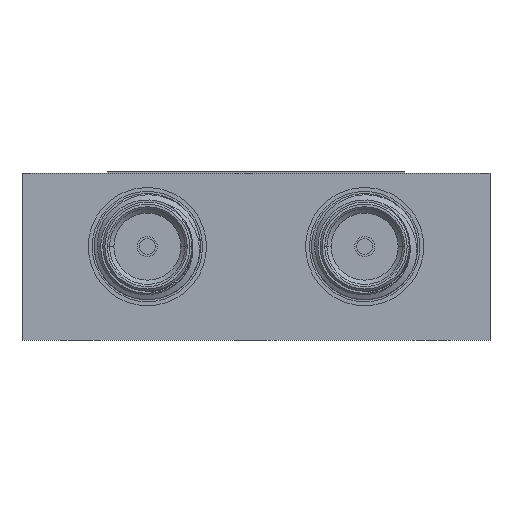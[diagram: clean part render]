
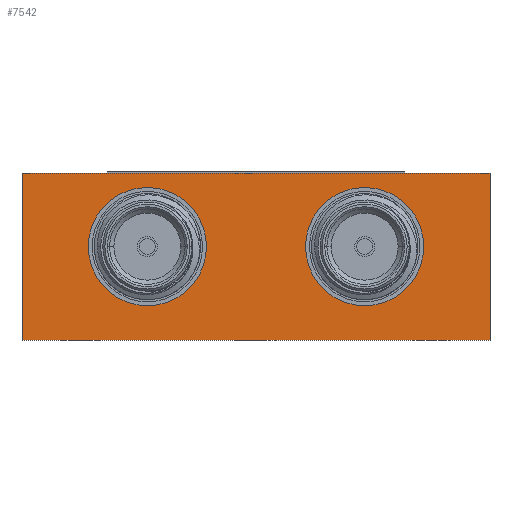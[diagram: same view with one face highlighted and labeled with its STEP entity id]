
A CAD part, front view. The second image highlights one B-rep face of the part: STEP entity #7542.
In plain terms, the highlighted planar face has unit normal (0, -1, 0).
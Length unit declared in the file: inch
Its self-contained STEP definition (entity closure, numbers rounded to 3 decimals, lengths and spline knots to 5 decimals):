
#38 = LINE ( 'NONE', #21068, #8840 ) ;
#304 = DIRECTION ( 'NONE',  ( 1., 0., 0. ) ) ;
#435 = DIRECTION ( 'NONE',  ( 0., 1., 0. ) ) ;
#817 = CARTESIAN_POINT ( 'NONE',  ( -0.25591, -0.55118, 0.02362 ) ) ;
#1074 = ORIENTED_EDGE ( 'NONE', *, *, #15406, .T. ) ;
#1167 = CIRCLE ( 'NONE', #17685, 0.13924 ) ;
#1742 = EDGE_CURVE ( 'NONE', #2134, #21114, #20443, .T. ) ;
#1897 = CARTESIAN_POINT ( 'NONE',  ( 0.39515, -0.55118, 0.02362 ) ) ;
#2010 = CARTESIAN_POINT ( 'NONE',  ( 0.55118, -0.55118, 0.19685 ) ) ;
#2094 = LINE ( 'NONE', #3497, #11567 ) ;
#2100 = EDGE_LOOP ( 'NONE', ( #7175, #20515 ) ) ;
#2134 = VERTEX_POINT ( 'NONE', #1897 ) ;
#2166 = CARTESIAN_POINT ( 'NONE',  ( -0.55118, -0.55118, 0.19685 ) ) ;
#2290 = CIRCLE ( 'NONE', #19480, 0.13924 ) ;
#2755 = FACE_BOUND ( 'NONE', #2100, .T. ) ;
#3137 = CARTESIAN_POINT ( 'NONE',  ( -0.55118, -0.55118, 0.19685 ) ) ;
#3497 = CARTESIAN_POINT ( 'NONE',  ( -0.55118, -0.55118, 0.19685 ) ) ;
#3670 = VERTEX_POINT ( 'NONE', #3137 ) ;
#3781 = DIRECTION ( 'NONE',  ( 0., 0., 1. ) ) ;
#3811 = LINE ( 'NONE', #17277, #13239 ) ;
#4293 = EDGE_LOOP ( 'NONE', ( #16583, #6882, #6506, #1074 ) ) ;
#5101 = CARTESIAN_POINT ( 'NONE',  ( 0.11666, -0.55118, 0.02362 ) ) ;
#5822 = DIRECTION ( 'NONE',  ( 0., 0., -1. ) ) ;
#6500 = EDGE_CURVE ( 'NONE', #12677, #20067, #9421, .T. ) ;
#6506 = ORIENTED_EDGE ( 'NONE', *, *, #11084, .F. ) ;
#6882 = ORIENTED_EDGE ( 'NONE', *, *, #21100, .F. ) ;
#7066 = CARTESIAN_POINT ( 'NONE',  ( -0.55118, -0.55118, -0.19685 ) ) ;
#7175 = ORIENTED_EDGE ( 'NONE', *, *, #1742, .F. ) ;
#7316 = DIRECTION ( 'NONE',  ( 0., -1., 0. ) ) ;
#7400 = EDGE_CURVE ( 'NONE', #20067, #12677, #1167, .T. ) ;
#7542 = ADVANCED_FACE ( 'NONE', ( #17511, #2755, #10362 ), #16923, .F. ) ;
#7543 = CARTESIAN_POINT ( 'NONE',  ( -0.55118, -0.55118, 0.19685 ) ) ;
#7722 = AXIS2_PLACEMENT_3D ( 'NONE', #2166, #435, #3781 ) ;
#7884 = VERTEX_POINT ( 'NONE', #2010 ) ;
#8563 = DIRECTION ( 'NONE',  ( 1., 0., 0. ) ) ;
#8840 = VECTOR ( 'NONE', #16221, 39.37008 ) ;
#9421 = CIRCLE ( 'NONE', #14230, 0.13924 ) ;
#10281 = EDGE_CURVE ( 'NONE', #21114, #2134, #2290, .T. ) ;
#10362 = FACE_OUTER_BOUND ( 'NONE', #4293, .T. ) ;
#10466 = EDGE_LOOP ( 'NONE', ( #20961, #18465 ) ) ;
#11001 = CARTESIAN_POINT ( 'NONE',  ( 0.55118, -0.55118, -0.19685 ) ) ;
#11084 = EDGE_CURVE ( 'NONE', #3670, #7884, #2094, .T. ) ;
#11567 = VECTOR ( 'NONE', #8563, 39.37008 ) ;
#11939 = CARTESIAN_POINT ( 'NONE',  ( -0.11666, -0.55118, 0.02362 ) ) ;
#12147 = DIRECTION ( 'NONE',  ( 1., 0., 0. ) ) ;
#12478 = DIRECTION ( 'NONE',  ( 1., 0., 0. ) ) ;
#12677 = VERTEX_POINT ( 'NONE', #18609 ) ;
#13156 = DIRECTION ( 'NONE',  ( 1., 0., 0. ) ) ;
#13239 = VECTOR ( 'NONE', #15453, 39.37008 ) ;
#13322 = VERTEX_POINT ( 'NONE', #7066 ) ;
#14230 = AXIS2_PLACEMENT_3D ( 'NONE', #21030, #19523, #13156 ) ;
#14859 = CARTESIAN_POINT ( 'NONE',  ( 0.25591, -0.55118, 0.02362 ) ) ;
#15248 = DIRECTION ( 'NONE',  ( 0., -1., 0. ) ) ;
#15406 = EDGE_CURVE ( 'NONE', #3670, #13322, #18951, .T. ) ;
#15453 = DIRECTION ( 'NONE',  ( 1., 0., 0. ) ) ;
#15538 = VECTOR ( 'NONE', #5822, 39.37008 ) ;
#15800 = CARTESIAN_POINT ( 'NONE',  ( 0.25591, -0.55118, 0.02362 ) ) ;
#16221 = DIRECTION ( 'NONE',  ( 0., 0., -1. ) ) ;
#16583 = ORIENTED_EDGE ( 'NONE', *, *, #18175, .T. ) ;
#16923 = PLANE ( 'NONE',  #7722 ) ;
#17277 = CARTESIAN_POINT ( 'NONE',  ( -0.55118, -0.55118, -0.19685 ) ) ;
#17511 = FACE_BOUND ( 'NONE', #10466, .T. ) ;
#17685 = AXIS2_PLACEMENT_3D ( 'NONE', #817, #15248, #12147 ) ;
#18175 = EDGE_CURVE ( 'NONE', #13322, #20368, #3811, .T. ) ;
#18465 = ORIENTED_EDGE ( 'NONE', *, *, #6500, .F. ) ;
#18609 = CARTESIAN_POINT ( 'NONE',  ( -0.39515, -0.55118, 0.02362 ) ) ;
#18719 = AXIS2_PLACEMENT_3D ( 'NONE', #14859, #19816, #304 ) ;
#18951 = LINE ( 'NONE', #7543, #15538 ) ;
#19480 = AXIS2_PLACEMENT_3D ( 'NONE', #15800, #7316, #12478 ) ;
#19523 = DIRECTION ( 'NONE',  ( 0., -1., 0. ) ) ;
#19816 = DIRECTION ( 'NONE',  ( 0., -1., 0. ) ) ;
#20067 = VERTEX_POINT ( 'NONE', #11939 ) ;
#20368 = VERTEX_POINT ( 'NONE', #11001 ) ;
#20443 = CIRCLE ( 'NONE', #18719, 0.13924 ) ;
#20515 = ORIENTED_EDGE ( 'NONE', *, *, #10281, .F. ) ;
#20961 = ORIENTED_EDGE ( 'NONE', *, *, #7400, .F. ) ;
#21030 = CARTESIAN_POINT ( 'NONE',  ( -0.25591, -0.55118, 0.02362 ) ) ;
#21068 = CARTESIAN_POINT ( 'NONE',  ( 0.55118, -0.55118, 0.19685 ) ) ;
#21100 = EDGE_CURVE ( 'NONE', #7884, #20368, #38, .T. ) ;
#21114 = VERTEX_POINT ( 'NONE', #5101 ) ;
